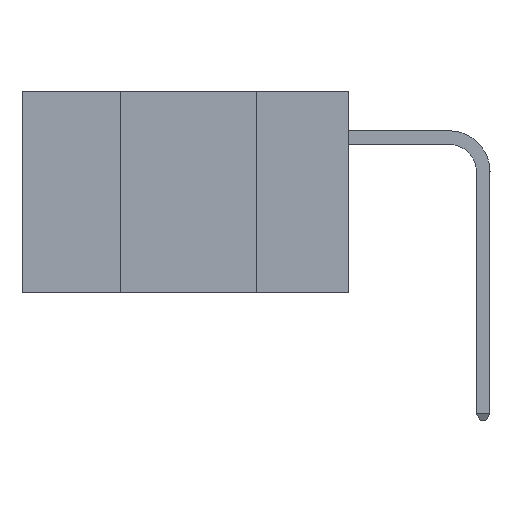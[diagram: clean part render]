
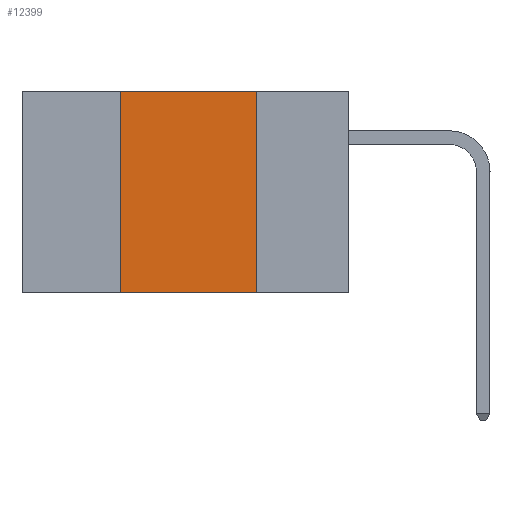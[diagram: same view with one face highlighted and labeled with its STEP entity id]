
A CAD part, left-side view. The second image highlights one B-rep face of the part: STEP entity #12399.
In plain terms, the highlighted planar face has unit normal (-1, 0, 0).
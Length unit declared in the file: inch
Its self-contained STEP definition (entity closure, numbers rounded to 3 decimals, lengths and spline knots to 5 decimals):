
#37 = VERTEX_POINT ( 'NONE', #7149 ) ;
#370 = VERTEX_POINT ( 'NONE', #2564 ) ;
#680 = DIRECTION ( 'NONE',  ( 0., -1., 0. ) ) ;
#808 = EDGE_LOOP ( 'NONE', ( #8465, #5285, #10301, #7122 ) ) ;
#1630 = VECTOR ( 'NONE', #8433, 39.37008 ) ;
#1836 = DIRECTION ( 'NONE',  ( 0., 0., 1. ) ) ;
#1915 = CARTESIAN_POINT ( 'NONE',  ( 0., 0.6, 0. ) ) ;
#2112 = PLANE ( 'NONE',  #14038 ) ;
#2564 = CARTESIAN_POINT ( 'NONE',  ( 0., 0.42, -0.37 ) ) ;
#4013 = LINE ( 'NONE', #1915, #1630 ) ;
#4091 = CARTESIAN_POINT ( 'NONE',  ( 0., 0.17, 0. ) ) ;
#4386 = EDGE_CURVE ( 'NONE', #12912, #8767, #12729, .T. ) ;
#4723 = CARTESIAN_POINT ( 'NONE',  ( 0., 0.17, 0. ) ) ;
#5285 = ORIENTED_EDGE ( 'NONE', *, *, #6899, .F. ) ;
#5778 = LINE ( 'NONE', #8169, #9446 ) ;
#6602 = FACE_OUTER_BOUND ( 'NONE', #808, .T. ) ;
#6899 = EDGE_CURVE ( 'NONE', #37, #12912, #4013, .T. ) ;
#7122 = ORIENTED_EDGE ( 'NONE', *, *, #9292, .T. ) ;
#7149 = CARTESIAN_POINT ( 'NONE',  ( 0., 0.42, 0. ) ) ;
#7434 = VECTOR ( 'NONE', #680, 39.37008 ) ;
#7697 = DIRECTION ( 'NONE',  ( 0., 0., -1. ) ) ;
#8169 = CARTESIAN_POINT ( 'NONE',  ( 0., 0.42, 0. ) ) ;
#8376 = DIRECTION ( 'NONE',  ( 0., 0., -1. ) ) ;
#8433 = DIRECTION ( 'NONE',  ( 0., -1., 0. ) ) ;
#8465 = ORIENTED_EDGE ( 'NONE', *, *, #4386, .F. ) ;
#8767 = VERTEX_POINT ( 'NONE', #12393 ) ;
#9292 = EDGE_CURVE ( 'NONE', #370, #8767, #9452, .T. ) ;
#9446 = VECTOR ( 'NONE', #1836, 39.37008 ) ;
#9452 = LINE ( 'NONE', #11766, #7434 ) ;
#10139 = VECTOR ( 'NONE', #8376, 39.37008 ) ;
#10301 = ORIENTED_EDGE ( 'NONE', *, *, #13979, .F. ) ;
#10956 = CARTESIAN_POINT ( 'NONE',  ( 0., 0.6, 0. ) ) ;
#11022 = DIRECTION ( 'NONE',  ( 1., 0., 0. ) ) ;
#11766 = CARTESIAN_POINT ( 'NONE',  ( 0., 0.6, -0.37 ) ) ;
#12393 = CARTESIAN_POINT ( 'NONE',  ( 0., 0.17, -0.37 ) ) ;
#12399 = ADVANCED_FACE ( 'NONE', ( #6602 ), #2112, .F. ) ;
#12729 = LINE ( 'NONE', #4091, #10139 ) ;
#12912 = VERTEX_POINT ( 'NONE', #4723 ) ;
#13979 = EDGE_CURVE ( 'NONE', #370, #37, #5778, .T. ) ;
#14038 = AXIS2_PLACEMENT_3D ( 'NONE', #10956, #11022, #7697 ) ;
